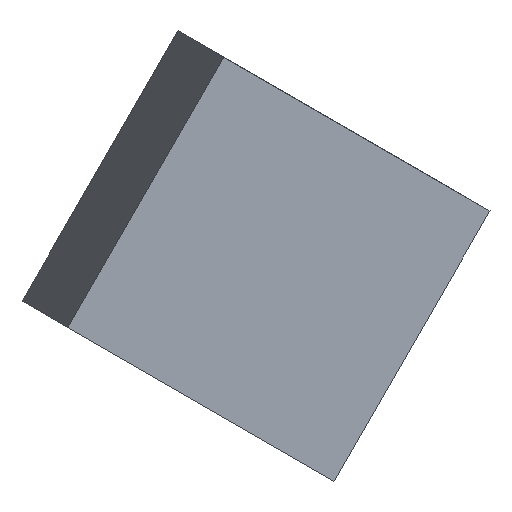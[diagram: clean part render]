
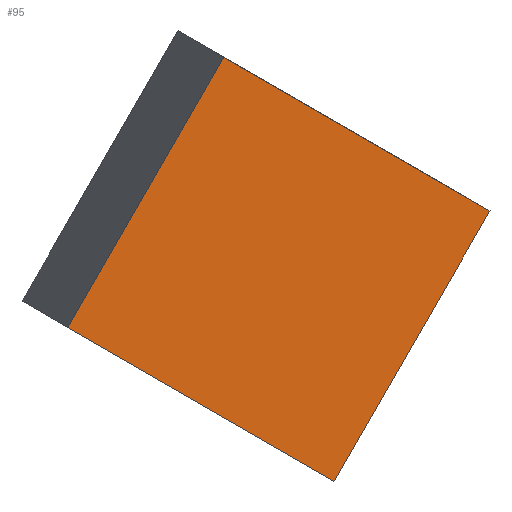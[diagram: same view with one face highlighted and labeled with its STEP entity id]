
A CAD part, isometric view. The second image highlights one B-rep face of the part: STEP entity #95.
In plain terms, the highlighted planar face has unit normal (-0.5, -0.707, 0.5).
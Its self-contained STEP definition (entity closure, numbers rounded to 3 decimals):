
#1=DIRECTION('',(-0.707,0.,-0.707));
#2=VECTOR('',#1,100.);
#3=CARTESIAN_POINT('',(-14.645,0.,85.355));
#4=LINE('',#3,#2);
#17=DIRECTION('',(0.5,-0.707,-0.5));
#18=VECTOR('',#17,100.);
#19=CARTESIAN_POINT('',(-14.645,0.,85.355));
#20=LINE('',#19,#18);
#29=DIRECTION('',(0.5,-0.707,-0.5));
#30=VECTOR('',#29,100.);
#31=CARTESIAN_POINT('',(-85.355,0.,
14.645));
#32=LINE('',#31,#30);
#33=DIRECTION('',(-0.707,0.,-0.707));
#34=VECTOR('',#33,100.);
#35=CARTESIAN_POINT('',(35.355,-70.711,35.355));
#36=LINE('',#35,#34);
#49=CARTESIAN_POINT('',(-14.645,0.,85.355));
#50=CARTESIAN_POINT('',(-85.355,0.,
14.645));
#51=VERTEX_POINT('',#49);
#52=VERTEX_POINT('',#50);
#57=CARTESIAN_POINT('',(35.355,-70.711,35.355));
#58=CARTESIAN_POINT('',(-35.355,-70.711,-35.355));
#59=VERTEX_POINT('',#57);
#60=VERTEX_POINT('',#58);
#81=CARTESIAN_POINT('',(-14.645,0.,85.355));
#82=DIRECTION('',(-0.5,-0.707,0.5));
#83=DIRECTION('',(-0.707,0.,-0.707));
#84=AXIS2_PLACEMENT_3D('',#81,#82,#83);
#85=PLANE('',#84);
#86=ORIENTED_EDGE('',*,*,#70,.F.);
#88=ORIENTED_EDGE('',*,*,#87,.T.);
#90=ORIENTED_EDGE('',*,*,#89,.T.);
#92=ORIENTED_EDGE('',*,*,#91,.F.);
#93=EDGE_LOOP('',(#86,#88,#90,#92));
#94=FACE_OUTER_BOUND('',#93,.F.);
#95=ADVANCED_FACE('',(#94),#85,.T.);
#70=EDGE_CURVE('',#51,#52,#4,.T.);
#87=EDGE_CURVE('',#51,#59,#20,.T.);
#89=EDGE_CURVE('',#59,#60,#36,.T.);
#91=EDGE_CURVE('',#52,#60,#32,.T.);
